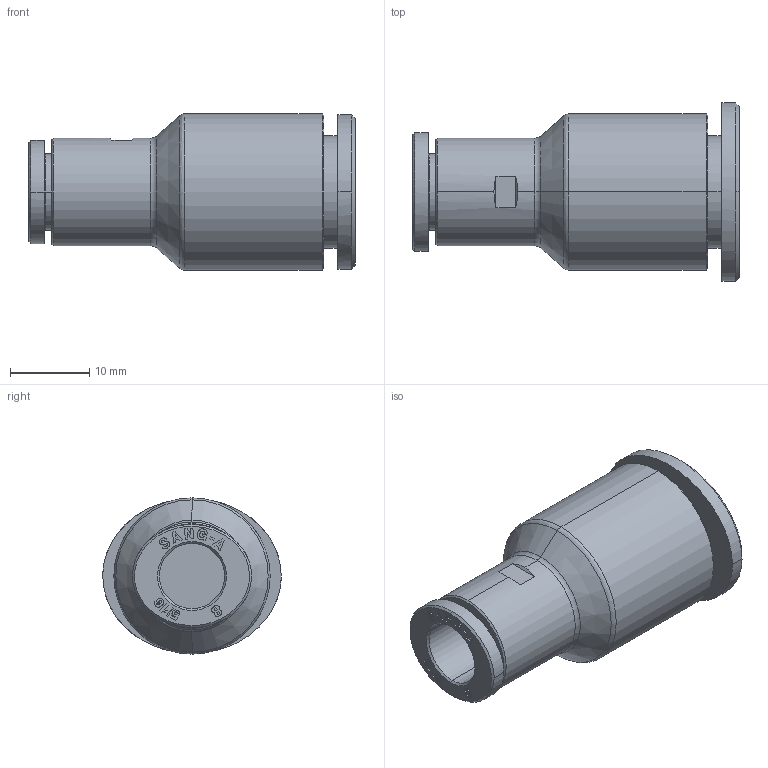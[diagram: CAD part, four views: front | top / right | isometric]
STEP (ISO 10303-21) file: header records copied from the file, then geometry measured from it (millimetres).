
FILE_DESCRIPTION (( 'STEP AP214' ), '1' );
FILE_NAME ('PG12-08.stp', '2015-08-18T11:32:36', ( '' ), ( '' ), 'SwSTEP 2.0', 'SolidWorks 2015', '' );
FILE_SCHEMA (( 'AUTOMOTIVE_DESIGN' ));
Length unit declared in the file: millimetre
Products named in the file (2): ｦ+ﾃｦ1; PG12-08
Assembly tree (1 placements, depth 2):
  PG12-08
    ｦ+ﾃｦ1
Bounding box: 41.2 x 22.5 x 19.7 mm (x, y, z)
Volume: 5925.2 mm3; surface area: 4512.7 mm2
Topology: 1 solids, 1 shells, 753 faces, 2139 edges, 1420 vertices
Faces by surface type: plane 676, bspline 41, cylinder 20, cone 14, torus 2
Entity records: 25847 total; most frequent: CARTESIAN_POINT 6319, ORIENTED_EDGE 4278, DIRECTION 3533, EDGE_CURVE 2139, LINE 1977, VECTOR 1977, VERTEX_POINT 1420, EDGE_LOOP 785
